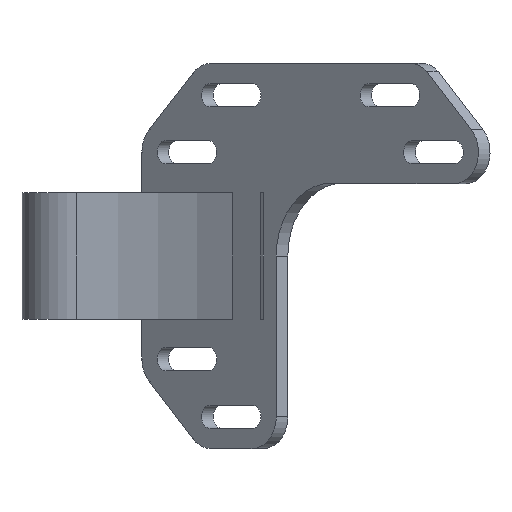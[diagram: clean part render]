
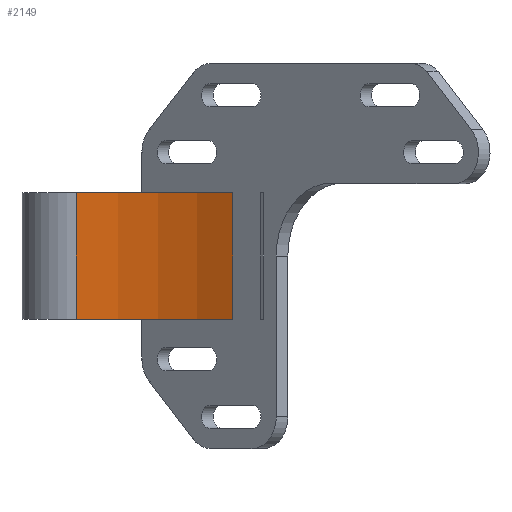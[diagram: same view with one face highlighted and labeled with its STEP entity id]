
A CAD part, front view. The second image highlights one B-rep face of the part: STEP entity #2149.
In plain terms, the highlighted cylindrical face has radius 29.412 mm (diameter 58.823 mm), a partial arc.
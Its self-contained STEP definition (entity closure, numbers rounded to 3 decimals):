
#58=CIRCLE('',#2217,29.412);
#65=CIRCLE('',#2230,29.412);
#180=CYLINDRICAL_SURFACE('',#2324,29.412);
#265=FACE_OUTER_BOUND('',#393,.T.);
#393=EDGE_LOOP('',(#1759,#1760,#1761,#1762));
#578=LINE('',#3433,#789);
#579=LINE('',#3434,#790);
#789=VECTOR('',#2792,10.);
#790=VECTOR('',#2793,10.);
#899=VERTEX_POINT('',#3112);
#900=VERTEX_POINT('',#3114);
#917=VERTEX_POINT('',#3160);
#918=VERTEX_POINT('',#3162);
#1115=EDGE_CURVE('',#900,#899,#58,.T.);
#1139=EDGE_CURVE('',#918,#917,#65,.T.);
#1274=EDGE_CURVE('',#917,#900,#578,.T.);
#1275=EDGE_CURVE('',#918,#899,#579,.T.);
#1759=ORIENTED_EDGE('',*,*,#1274,.T.);
#1760=ORIENTED_EDGE('',*,*,#1115,.T.);
#1761=ORIENTED_EDGE('',*,*,#1275,.F.);
#1762=ORIENTED_EDGE('',*,*,#1139,.T.);
#2149=ADVANCED_FACE('',(#265),#180,.F.);
#2217=AXIS2_PLACEMENT_3D('',#3115,#2470,#2471);
#2230=AXIS2_PLACEMENT_3D('',#3163,#2513,#2514);
#2324=AXIS2_PLACEMENT_3D('',#3432,#2790,#2791);
#2470=DIRECTION('center_axis',(0.,0.,1.));
#2471=DIRECTION('ref_axis',(-0.204,0.979,0.));
#2513=DIRECTION('center_axis',(0.,0.,-1.));
#2514=DIRECTION('ref_axis',(-0.204,0.979,0.));
#2790=DIRECTION('center_axis',(0.,0.,-1.));
#2791=DIRECTION('ref_axis',(-0.204,0.979,0.));
#2792=DIRECTION('',(0.,0.,1.));
#2793=DIRECTION('',(0.,0.,1.));
#3112=CARTESIAN_POINT('',(-37.,-11.,7.));
#3114=CARTESIAN_POINT('',(-19.709,-16.619,7.));
#3115=CARTESIAN_POINT('Origin',(-37.,-40.412,7.));
#3160=CARTESIAN_POINT('',(-19.709,-16.619,-7.));
#3162=CARTESIAN_POINT('',(-37.,-11.,-7.));
#3163=CARTESIAN_POINT('Origin',(-37.,-40.412,-7.));
#3432=CARTESIAN_POINT('Origin',(-37.,-40.412,0.));
#3433=CARTESIAN_POINT('',(-19.709,-16.619,0.));
#3434=CARTESIAN_POINT('',(-37.,-11.,0.));
